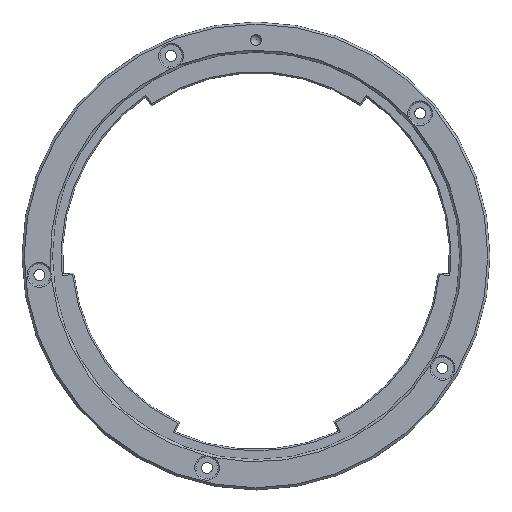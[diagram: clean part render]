
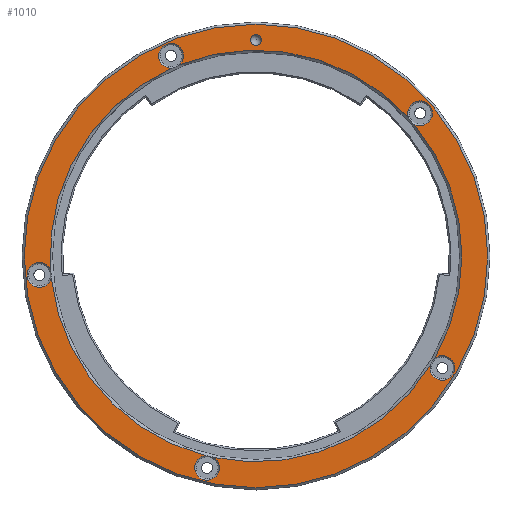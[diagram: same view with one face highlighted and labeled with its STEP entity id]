
A CAD part, top view. The second image highlights one B-rep face of the part: STEP entity #1010.
In plain terms, the highlighted planar face has unit normal (0, 0, 1).
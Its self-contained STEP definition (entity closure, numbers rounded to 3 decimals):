
#144=PLANE('',#1149);
#352=ORIENTED_EDGE('',*,*,#545,.T.);
#353=ORIENTED_EDGE('',*,*,#546,.T.);
#354=ORIENTED_EDGE('',*,*,#445,.T.);
#355=ORIENTED_EDGE('',*,*,#547,.T.);
#356=ORIENTED_EDGE('',*,*,#452,.T.);
#357=ORIENTED_EDGE('',*,*,#548,.T.);
#358=ORIENTED_EDGE('',*,*,#459,.T.);
#359=ORIENTED_EDGE('',*,*,#549,.T.);
#360=ORIENTED_EDGE('',*,*,#466,.T.);
#361=ORIENTED_EDGE('',*,*,#550,.T.);
#362=ORIENTED_EDGE('',*,*,#551,.T.);
#363=ORIENTED_EDGE('',*,*,#552,.T.);
#445=EDGE_CURVE('',#576,#575,#665,.T.);
#452=EDGE_CURVE('',#583,#582,#671,.T.);
#459=EDGE_CURVE('',#590,#589,#677,.T.);
#466=EDGE_CURVE('',#597,#596,#683,.T.);
#545=EDGE_CURVE('',#652,#652,#714,.T.);
#546=EDGE_CURVE('',#653,#576,#715,.T.);
#547=EDGE_CURVE('',#575,#583,#716,.T.);
#548=EDGE_CURVE('',#582,#590,#717,.T.);
#549=EDGE_CURVE('',#589,#597,#718,.T.);
#550=EDGE_CURVE('',#596,#654,#719,.T.);
#551=EDGE_CURVE('',#654,#653,#720,.T.);
#552=EDGE_CURVE('',#655,#655,#721,.F.);
#575=VERTEX_POINT('',#1516);
#576=VERTEX_POINT('',#1517);
#582=VERTEX_POINT('',#1538);
#583=VERTEX_POINT('',#1539);
#589=VERTEX_POINT('',#1560);
#590=VERTEX_POINT('',#1561);
#596=VERTEX_POINT('',#1582);
#597=VERTEX_POINT('',#1583);
#652=VERTEX_POINT('',#1783);
#653=VERTEX_POINT('',#1785);
#654=VERTEX_POINT('',#1790);
#655=VERTEX_POINT('',#1793);
#665=CIRCLE('',#1057,2.25);
#671=CIRCLE('',#1068,2.25);
#677=CIRCLE('',#1079,2.25);
#683=CIRCLE('',#1090,2.25);
#714=CIRCLE('',#1150,1.);
#715=CIRCLE('',#1151,37.4);
#716=CIRCLE('',#1152,37.4);
#717=CIRCLE('',#1153,37.4);
#718=CIRCLE('',#1154,37.4);
#719=CIRCLE('',#1155,37.4);
#720=CIRCLE('',#1156,2.25);
#721=CIRCLE('',#1157,42.1);
#803=EDGE_LOOP('',(#352));
#804=EDGE_LOOP('',(#353,#354,#355,#356,#357,#358,#359,#360,#361,#362));
#805=EDGE_LOOP('',(#363));
#912=FACE_BOUND('',#803,.T.);
#913=FACE_BOUND('',#804,.T.);
#914=FACE_BOUND('',#805,.T.);
#1010=ADVANCED_FACE('',(#912,#913,#914),#144,.F.);
#1057=AXIS2_PLACEMENT_3D('',#1518,#1206,#1207);
#1068=AXIS2_PLACEMENT_3D('',#1540,#1228,#1229);
#1079=AXIS2_PLACEMENT_3D('',#1562,#1250,#1251);
#1090=AXIS2_PLACEMENT_3D('',#1584,#1272,#1273);
#1149=AXIS2_PLACEMENT_3D('',#1781,#1426,#1427);
#1150=AXIS2_PLACEMENT_3D('',#1782,#1428,#1429);
#1151=AXIS2_PLACEMENT_3D('',#1784,#1430,#1431);
#1152=AXIS2_PLACEMENT_3D('',#1786,#1432,#1433);
#1153=AXIS2_PLACEMENT_3D('',#1787,#1434,#1435);
#1154=AXIS2_PLACEMENT_3D('',#1788,#1436,#1437);
#1155=AXIS2_PLACEMENT_3D('',#1789,#1438,#1439);
#1156=AXIS2_PLACEMENT_3D('',#1791,#1440,#1441);
#1157=AXIS2_PLACEMENT_3D('',#1792,#1442,#1443);
#1206=DIRECTION('',(0.,0.,-1.));
#1207=DIRECTION('',(-0.309,0.951,0.));
#1228=DIRECTION('',(0.,0.,-1.));
#1229=DIRECTION('',(0.809,0.588,0.));
#1250=DIRECTION('',(0.,0.,-1.));
#1251=DIRECTION('',(0.809,-0.588,0.));
#1272=DIRECTION('',(0.,0.,-1.));
#1273=DIRECTION('',(-0.309,-0.951,0.));
#1426=DIRECTION('',(0.,0.,-1.));
#1427=DIRECTION('',(-1.,0.,0.));
#1428=DIRECTION('',(0.,0.,-1.));
#1429=DIRECTION('',(1.,0.,0.));
#1430=DIRECTION('',(0.,0.,-1.));
#1431=DIRECTION('',(-1.,0.,0.));
#1432=DIRECTION('',(0.,0.,-1.));
#1433=DIRECTION('',(-1.,0.,0.));
#1434=DIRECTION('',(0.,0.,-1.));
#1435=DIRECTION('',(-1.,0.,0.));
#1436=DIRECTION('',(0.,0.,-1.));
#1437=DIRECTION('',(-1.,0.,0.));
#1438=DIRECTION('',(0.,0.,-1.));
#1439=DIRECTION('',(-1.,0.,0.));
#1440=DIRECTION('',(0.,0.,-1.));
#1441=DIRECTION('',(-1.,0.,0.));
#1442=DIRECTION('',(0.,0.,-1.));
#1443=DIRECTION('',(-1.,0.,0.));
#1516=CARTESIAN_POINT('',(-13.887,34.726,62.2));
#1517=CARTESIAN_POINT('',(-15.334,34.112,62.2));
#1518=CARTESIAN_POINT('',(-15.434,36.36,62.2));
#1538=CARTESIAN_POINT('',(28.736,23.938,62.2));
#1539=CARTESIAN_POINT('',(27.704,25.124,62.2));
#1540=CARTESIAN_POINT('',(29.811,25.914,62.2));
#1560=CARTESIAN_POINT('',(31.646,-19.932,62.2));
#1561=CARTESIAN_POINT('',(32.456,-18.584,62.2));
#1562=CARTESIAN_POINT('',(33.858,-20.344,62.2));
#1582=CARTESIAN_POINT('',(-9.177,-36.257,62.2));
#1583=CARTESIAN_POINT('',(-7.645,-36.61,62.2));
#1584=CARTESIAN_POINT('',(-8.886,-38.488,62.2));
#1781=CARTESIAN_POINT('',(0.,0.,62.2));
#1782=CARTESIAN_POINT('',(0.,39.25,62.2));
#1783=CARTESIAN_POINT('',(1.,39.25,62.2));
#1784=CARTESIAN_POINT('',(0.,0.,62.2));
#1785=CARTESIAN_POINT('',(-37.318,-2.476,62.2));
#1786=CARTESIAN_POINT('',(0.,0.,62.2));
#1787=CARTESIAN_POINT('',(0.,0.,62.2));
#1788=CARTESIAN_POINT('',(0.,0.,62.2));
#1789=CARTESIAN_POINT('',(0.,0.,62.2));
#1790=CARTESIAN_POINT('',(-37.181,-4.042,62.2));
#1791=CARTESIAN_POINT('',(-39.35,-3.443,62.2));
#1792=CARTESIAN_POINT('',(0.,0.,62.2));
#1793=CARTESIAN_POINT('',(-42.1,0.,62.2));
